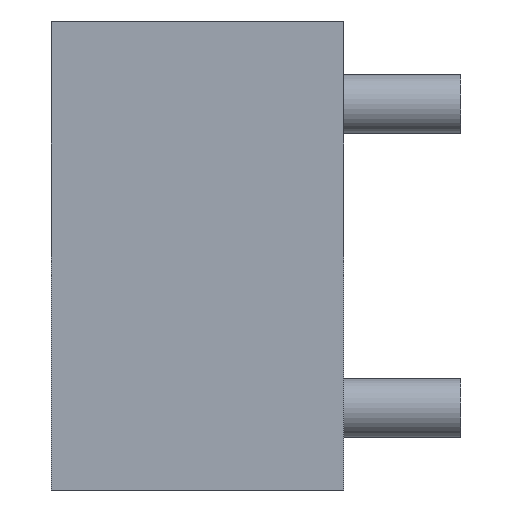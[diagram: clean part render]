
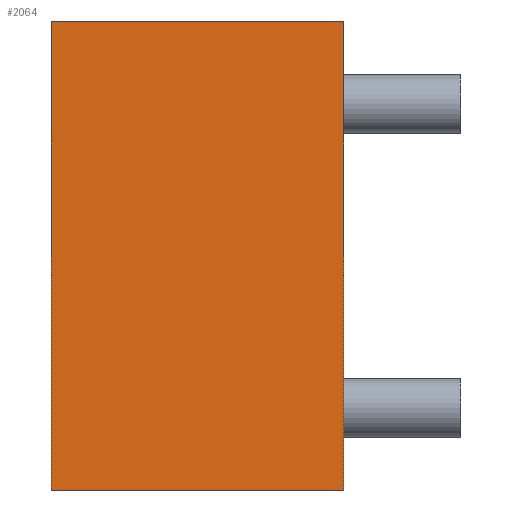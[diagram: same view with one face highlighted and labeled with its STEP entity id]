
A CAD part, left-side view. The second image highlights one B-rep face of the part: STEP entity #2064.
In plain terms, the highlighted planar face has unit normal (-1, 0, 0).
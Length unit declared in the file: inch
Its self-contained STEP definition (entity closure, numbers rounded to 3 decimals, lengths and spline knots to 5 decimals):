
#60 = LINE ( 'NONE', #1798, #1534 ) ;
#113 = EDGE_CURVE ( 'NONE', #3013, #137, #60, .T. ) ;
#137 = VERTEX_POINT ( 'NONE', #1484 ) ;
#167 = VERTEX_POINT ( 'NONE', #2659 ) ;
#304 = ORIENTED_EDGE ( 'NONE', *, *, #2191, .F. ) ;
#363 = CARTESIAN_POINT ( 'NONE',  ( 0., 1.25, 0. ) ) ;
#379 = DIRECTION ( 'NONE',  ( 0., 0., 1. ) ) ;
#462 = CARTESIAN_POINT ( 'NONE',  ( 0., 1.25, 0. ) ) ;
#711 = DIRECTION ( 'NONE',  ( 0., 0., 1. ) ) ;
#790 = DIRECTION ( 'NONE',  ( 0., -1., 0. ) ) ;
#1052 = DIRECTION ( 'NONE',  ( 0., -1., 0. ) ) ;
#1219 = ORIENTED_EDGE ( 'NONE', *, *, #1732, .T. ) ;
#1377 = EDGE_CURVE ( 'NONE', #2187, #137, #1599, .T. ) ;
#1484 = CARTESIAN_POINT ( 'NONE',  ( 0., 0., 0. ) ) ;
#1497 = DIRECTION ( 'NONE',  ( 1., 0., 0. ) ) ;
#1534 = VECTOR ( 'NONE', #379, 39.37008 ) ;
#1599 = LINE ( 'NONE', #462, #2449 ) ;
#1650 = CARTESIAN_POINT ( 'NONE',  ( 0., 1.25, 0. ) ) ;
#1732 = EDGE_CURVE ( 'NONE', #167, #3013, #3324, .T. ) ;
#1766 = FACE_OUTER_BOUND ( 'NONE', #2172, .T. ) ;
#1798 = CARTESIAN_POINT ( 'NONE',  ( 0., 0., 0. ) ) ;
#1884 = AXIS2_PLACEMENT_3D ( 'NONE', #363, #1497, #2644 ) ;
#1919 = CARTESIAN_POINT ( 'NONE',  ( 0., 1.25, -2. ) ) ;
#2064 = ADVANCED_FACE ( 'NONE', ( #1766 ), #2908, .F. ) ;
#2137 = LINE ( 'NONE', #3268, #3016 ) ;
#2172 = EDGE_LOOP ( 'NONE', ( #3571, #3441, #304, #1219 ) ) ;
#2187 = VERTEX_POINT ( 'NONE', #1650 ) ;
#2191 = EDGE_CURVE ( 'NONE', #167, #2187, #2137, .T. ) ;
#2216 = VECTOR ( 'NONE', #790, 39.37008 ) ;
#2449 = VECTOR ( 'NONE', #1052, 39.37008 ) ;
#2644 = DIRECTION ( 'NONE',  ( 0., 0., -1. ) ) ;
#2659 = CARTESIAN_POINT ( 'NONE',  ( 0., 1.25, -2. ) ) ;
#2705 = CARTESIAN_POINT ( 'NONE',  ( 0., 0., -2. ) ) ;
#2908 = PLANE ( 'NONE',  #1884 ) ;
#3013 = VERTEX_POINT ( 'NONE', #2705 ) ;
#3016 = VECTOR ( 'NONE', #711, 39.37008 ) ;
#3268 = CARTESIAN_POINT ( 'NONE',  ( 0., 1.25, 0. ) ) ;
#3324 = LINE ( 'NONE', #1919, #2216 ) ;
#3441 = ORIENTED_EDGE ( 'NONE', *, *, #1377, .F. ) ;
#3571 = ORIENTED_EDGE ( 'NONE', *, *, #113, .T. ) ;
